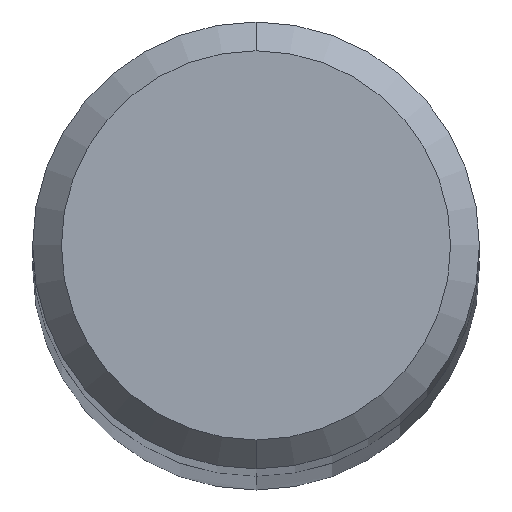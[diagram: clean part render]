
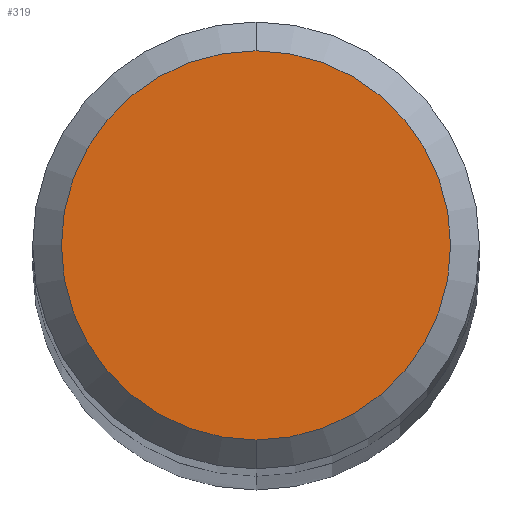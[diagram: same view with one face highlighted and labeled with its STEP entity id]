
A CAD part, top view. The second image highlights one B-rep face of the part: STEP entity #319.
In plain terms, the highlighted planar face has unit normal (0, 0, 1).
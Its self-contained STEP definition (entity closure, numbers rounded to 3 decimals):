
#207=VERTEX_POINT('',#471);
#209=EDGE_CURVE('',#207,#325,#473,.T.);
#233=EDGE_CURVE('',#325,#207,#499,.T.);
#319=ADVANCED_FACE('',(#598),#599,.T.);
#325=VERTEX_POINT('',#605);
#471=CARTESIAN_POINT('',(0.,-2.7,56.0));
#473=CIRCLE('',#803,2.7);
#499=CIRCLE('',#872,2.7);
#598=FACE_OUTER_BOUND('',#1124,.T.);
#599=PLANE('',#1125);
#605=CARTESIAN_POINT('',(0.0,2.7,56.0));
#803=AXIS2_PLACEMENT_3D('',#1328,#1329,#1330);
#872=AXIS2_PLACEMENT_3D('',#1360,#1361,#1362);
#1124=EDGE_LOOP('',(#1508,#1509));
#1125=AXIS2_PLACEMENT_3D('',#1510,#1511,#1512);
#1328=CARTESIAN_POINT('',(0.0,0.0,56.0));
#1329=DIRECTION('',(0.0,0.0,-1.0));
#1330=DIRECTION('',(0.0,1.0,0.0));
#1360=CARTESIAN_POINT('',(0.0,0.0,56.0));
#1361=DIRECTION('',(0.0,0.0,-1.0));
#1362=DIRECTION('',(0.0,1.0,0.0));
#1508=ORIENTED_EDGE('',*,*,#233,.F.);
#1509=ORIENTED_EDGE('',*,*,#209,.F.);
#1510=CARTESIAN_POINT('',(0.0,1.35,56.0));
#1511=DIRECTION('',(0.0,0.0,1.0));
#1512=DIRECTION('',(0.0,-1.0,0.0));
